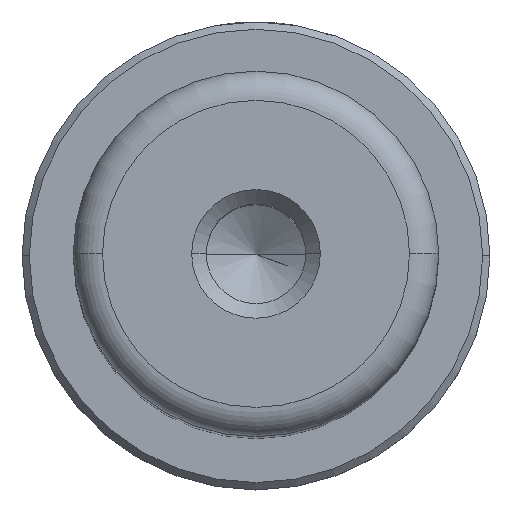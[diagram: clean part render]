
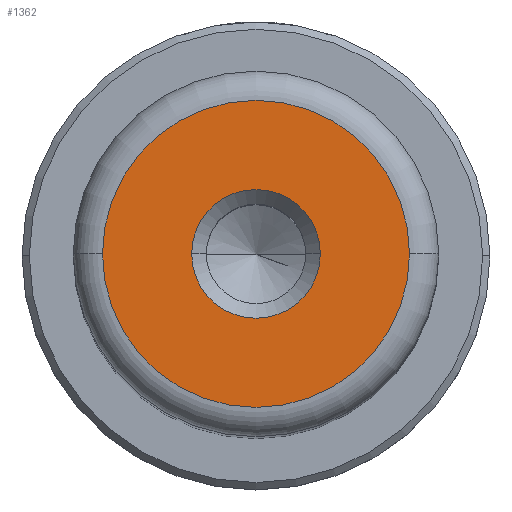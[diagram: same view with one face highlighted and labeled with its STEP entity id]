
A CAD part, top view. The second image highlights one B-rep face of the part: STEP entity #1362.
In plain terms, the highlighted planar face has unit normal (0, 0, 1).
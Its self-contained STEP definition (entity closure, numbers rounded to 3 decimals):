
#223 = VERTEX_POINT ( 'NONE', #658 ) ;
#419 = EDGE_CURVE ( 'NONE', #223, #1246, #1281, .T. ) ;
#439 = CIRCLE ( 'NONE', #771, 4.4 ) ;
#496 = CIRCLE ( 'NONE', #870, 10.5 ) ;
#543 = DIRECTION ( 'NONE',  ( 0., 0., 1. ) ) ;
#557 = CARTESIAN_POINT ( 'NONE',  ( -4.4, 0., 101. ) ) ;
#578 = DIRECTION ( 'NONE',  ( 0., 0., 1. ) ) ;
#658 = CARTESIAN_POINT ( 'NONE',  ( 4.4, 0., 101. ) ) ;
#661 = DIRECTION ( 'NONE',  ( 1., 0., 0. ) ) ;
#668 = DIRECTION ( 'NONE',  ( 0., 0., -1. ) ) ;
#673 = CARTESIAN_POINT ( 'NONE',  ( 10.5, 0., 101. ) ) ;
#675 = CARTESIAN_POINT ( 'NONE',  ( 0., 0., 101. ) ) ;
#733 = EDGE_CURVE ( 'NONE', #1246, #223, #439, .T. ) ;
#752 = DIRECTION ( 'NONE',  ( 1., 0., 0. ) ) ;
#771 = AXIS2_PLACEMENT_3D ( 'NONE', #675, #668, #661 ) ;
#774 = ORIENTED_EDGE ( 'NONE', *, *, #1506, .T. ) ;
#805 = ORIENTED_EDGE ( 'NONE', *, *, #419, .T. ) ;
#870 = AXIS2_PLACEMENT_3D ( 'NONE', #1542, #543, #1702 ) ;
#920 = DIRECTION ( 'NONE',  ( 0., 0., -1. ) ) ;
#927 = CARTESIAN_POINT ( 'NONE',  ( 0., 0., 101. ) ) ;
#988 = DIRECTION ( 'NONE',  ( 0., 0., 1. ) ) ;
#1071 = VERTEX_POINT ( 'NONE', #673 ) ;
#1126 = EDGE_LOOP ( 'NONE', ( #805, #1621 ) ) ;
#1212 = AXIS2_PLACEMENT_3D ( 'NONE', #1577, #578, #1732 ) ;
#1239 = ORIENTED_EDGE ( 'NONE', *, *, #1814, .T. ) ;
#1246 = VERTEX_POINT ( 'NONE', #557 ) ;
#1281 = CIRCLE ( 'NONE', #2046, 4.4 ) ;
#1286 = EDGE_LOOP ( 'NONE', ( #1239, #774 ) ) ;
#1362 = ADVANCED_FACE ( 'NONE', ( #1420, #1740 ), #2014, .T. ) ;
#1397 = VERTEX_POINT ( 'NONE', #1583 ) ;
#1420 = FACE_BOUND ( 'NONE', #1126, .T. ) ;
#1506 = EDGE_CURVE ( 'NONE', #1397, #1071, #1652, .T. ) ;
#1542 = CARTESIAN_POINT ( 'NONE',  ( 0., 0., 101. ) ) ;
#1577 = CARTESIAN_POINT ( 'NONE',  ( 0., 0., 101. ) ) ;
#1583 = CARTESIAN_POINT ( 'NONE',  ( -10.5, 0., 101. ) ) ;
#1621 = ORIENTED_EDGE ( 'NONE', *, *, #733, .T. ) ;
#1652 = CIRCLE ( 'NONE', #1911, 10.5 ) ;
#1702 = DIRECTION ( 'NONE',  ( 1., 0., 0. ) ) ;
#1732 = DIRECTION ( 'NONE',  ( 1., 0., 0. ) ) ;
#1740 = FACE_OUTER_BOUND ( 'NONE', #1286, .T. ) ;
#1814 = EDGE_CURVE ( 'NONE', #1071, #1397, #496, .T. ) ;
#1906 = CARTESIAN_POINT ( 'NONE',  ( 0., 0., 101. ) ) ;
#1911 = AXIS2_PLACEMENT_3D ( 'NONE', #1906, #988, #2067 ) ;
#2014 = PLANE ( 'NONE',  #1212 ) ;
#2046 = AXIS2_PLACEMENT_3D ( 'NONE', #927, #920, #752 ) ;
#2067 = DIRECTION ( 'NONE',  ( 1., 0., 0. ) ) ;
